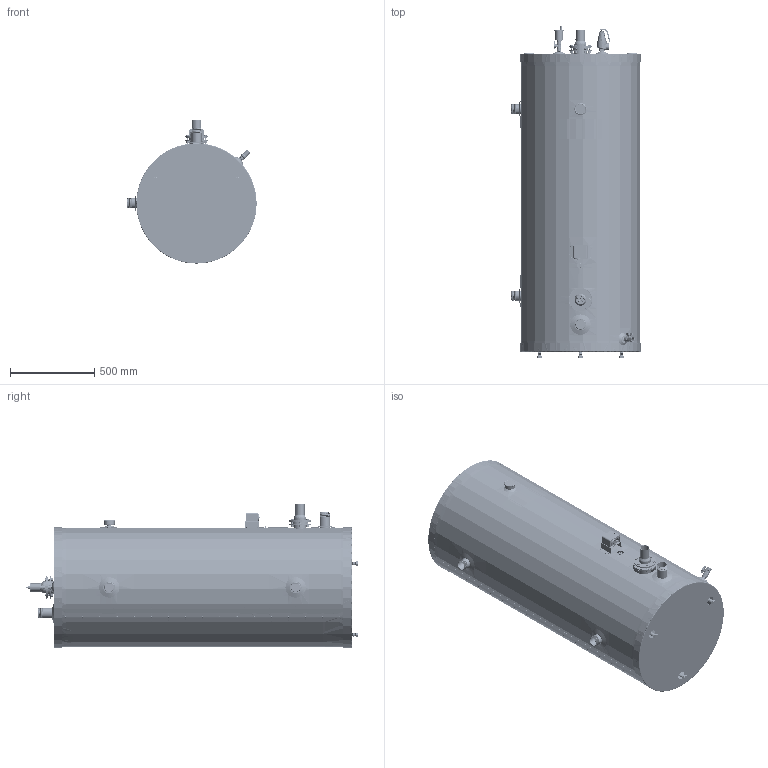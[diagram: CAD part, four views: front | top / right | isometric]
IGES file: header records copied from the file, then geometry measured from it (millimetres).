
Start section: SolidWorks IGES file using analytic representation for surfaces
Global section: file name: TURBOMAX 120-9.IGS; native system: SolidWorks 2023; preprocessor: SolidWorks 2023; author: Luc; date: 230214.133630; units: inch
Bounding box: 765.87 x 1966.94 x 848.49 mm (x, y, z)
Volume: 6325471.9 mm3; surface area: 11361956.4 mm2
Topology: 127 solids, 127 shells, 5850 faces, 14071 edges, 8577 vertices
Faces by surface type: revolution 4537, plane 925, bspline 388
